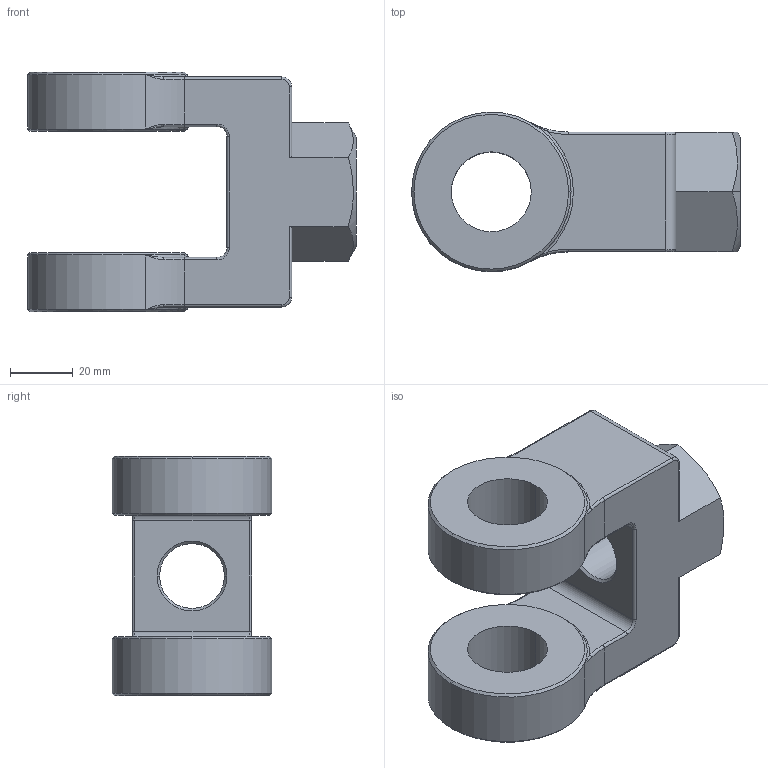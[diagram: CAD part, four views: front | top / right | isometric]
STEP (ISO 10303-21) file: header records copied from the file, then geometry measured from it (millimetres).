
FILE_DESCRIPTION((''),'2;1');
FILE_NAME('A500-304','2020-01-22T20:21:45',('MeFernandez'),('ASCO Numatics'),'CREO PARAMETRIC BY PTC INC, 2018190','CREO PARAMETRIC BY PTC INC, 2018190','');
FILE_SCHEMA(('AUTOMOTIVE_DESIGN_CC2 { 1 2 10303 214 -1 1 5 2 }'));
Length unit declared in the file: inch
Products named in the file (1): A500-304
Bounding box: 104.78 x 50.8 x 76.33 mm (x, y, z)
Volume: 145268 mm3; surface area: 30234.1 mm2
Topology: 1 solids, 1 shells, 90 faces, 210 edges, 122 vertices
Faces by surface type: cylinder 30, torus 20, plane 18, cone 14, bspline 8
Entity records: 3719 total; most frequent: CARTESIAN_POINT 968, DIRECTION 458, ORIENTED_EDGE 420, PRESENTATION_STYLE_ASSIGNMENT 211, STYLED_ITEM 211, CURVE_STYLE 210, EDGE_CURVE 210, AXIS2_PLACEMENT_3D 192
